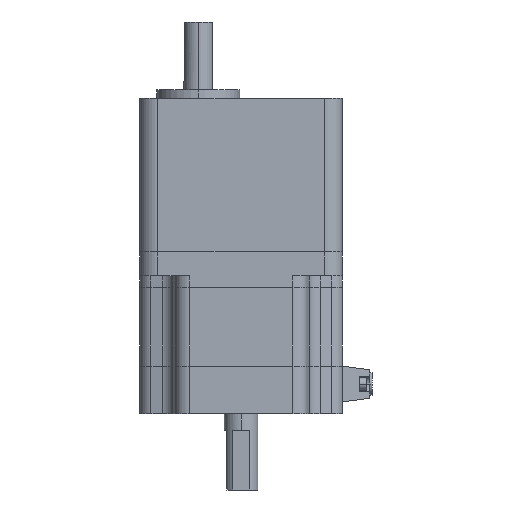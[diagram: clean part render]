
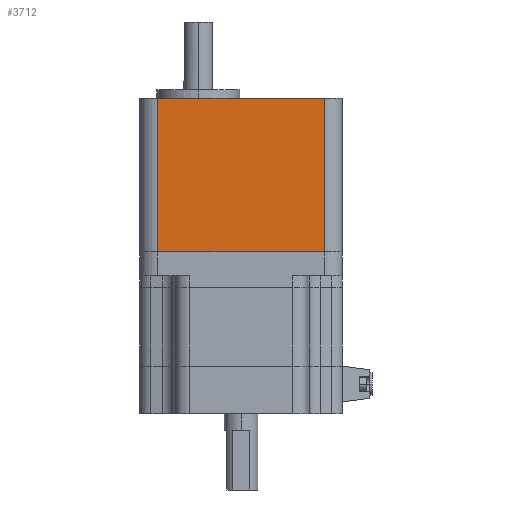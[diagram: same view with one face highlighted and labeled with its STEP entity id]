
A CAD part, left-side view. The second image highlights one B-rep face of the part: STEP entity #3712.
In plain terms, the highlighted planar face has unit normal (-1, 0, 0).
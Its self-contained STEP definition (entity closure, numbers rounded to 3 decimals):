
#259 = ORIENTED_EDGE ( 'NONE', *, *, #3616, .T. ) ;
#270 = ORIENTED_EDGE ( 'NONE', *, *, #3629, .F. ) ;
#2075 = CARTESIAN_POINT ( 'NONE',  ( 0., 77.5, 0. ) ) ;
#2076 = DIRECTION ( 'NONE',  ( 0., -1., 0. ) ) ;
#2077 = CARTESIAN_POINT ( 'NONE',  ( 0., 7.5, 64.5 ) ) ;
#2078 = DIRECTION ( 'NONE',  ( 0., 0., -1. ) ) ;
#2084 = CARTESIAN_POINT ( 'NONE',  ( 0., 77.5, 64.5 ) ) ;
#2085 = DIRECTION ( 'NONE',  ( 0., 0., -1. ) ) ;
#2107 = CARTESIAN_POINT ( 'NONE',  ( 0., 77.5, 64.5 ) ) ;
#2108 = DIRECTION ( 'NONE',  ( 0., -1., 0. ) ) ;
#2403 = PLANE ( 'NONE',  #2610 ) ;
#2404 = CARTESIAN_POINT ( 'NONE',  ( 0., 77.5, 64.5 ) ) ;
#2405 = DIRECTION ( 'NONE',  ( 1., 0., 0. ) ) ;
#2406 = DIRECTION ( 'NONE',  ( 0., 0., -1. ) ) ;
#2461 = VECTOR ( 'NONE', #2076, 1000. ) ;
#2462 = VECTOR ( 'NONE', #2078, 1000. ) ;
#2467 = VECTOR ( 'NONE', #2085, 1000. ) ;
#2480 = VECTOR ( 'NONE', #2108, 1000. ) ;
#2610 = AXIS2_PLACEMENT_3D ( 'NONE', #2404, #2405, #2406 ) ;
#3094 = CARTESIAN_POINT ( 'NONE',  ( 0., 7.5, 64.5 ) ) ;
#3116 = CARTESIAN_POINT ( 'NONE',  ( 0., 77.5, 0. ) ) ;
#3120 = CARTESIAN_POINT ( 'NONE',  ( 0., 7.5, 0. ) ) ;
#3143 = CARTESIAN_POINT ( 'NONE',  ( 0., 77.5, 64.5 ) ) ;
#3616 = EDGE_CURVE ( 'NONE', #4459, #4463, #6090, .T. ) ;
#3617 = EDGE_CURVE ( 'NONE', #4437, #4463, #6091, .T. ) ;
#3620 = EDGE_CURVE ( 'NONE', #4486, #4459, #6093, .T. ) ;
#3629 = EDGE_CURVE ( 'NONE', #4486, #4437, #6097, .T. ) ;
#3712 = ADVANCED_FACE ( 'NONE', ( #6164 ), #2403, .F. ) ;
#4437 = VERTEX_POINT ( 'NONE', #3094 ) ;
#4459 = VERTEX_POINT ( 'NONE', #3116 ) ;
#4463 = VERTEX_POINT ( 'NONE', #3120 ) ;
#4486 = VERTEX_POINT ( 'NONE', #3143 ) ;
#5395 = ORIENTED_EDGE ( 'NONE', *, *, #3617, .F. ) ;
#5398 = ORIENTED_EDGE ( 'NONE', *, *, #3620, .T. ) ;
#5571 = EDGE_LOOP ( 'NONE', ( #259, #5395, #270, #5398 ) ) ;
#6090 = LINE ( 'NONE', #2075, #2461 ) ;
#6091 = LINE ( 'NONE', #2077, #2462 ) ;
#6093 = LINE ( 'NONE', #2084, #2467 ) ;
#6097 = LINE ( 'NONE', #2107, #2480 ) ;
#6164 = FACE_OUTER_BOUND ( 'NONE', #5571, .T. ) ;
